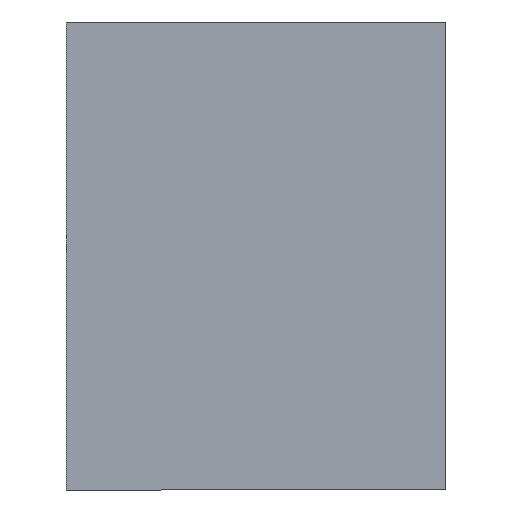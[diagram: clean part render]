
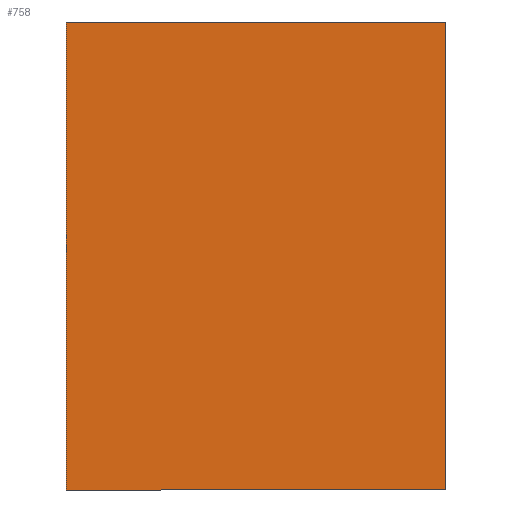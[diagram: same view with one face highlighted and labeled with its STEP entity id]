
A CAD part, front view. The second image highlights one B-rep face of the part: STEP entity #758.
In plain terms, the highlighted planar face has unit normal (0, -1, 0).
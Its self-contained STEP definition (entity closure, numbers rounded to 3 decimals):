
#68=FACE_OUTER_BOUND('',#115,.T.);
#115=EDGE_LOOP('',(#650,#651,#652,#653));
#177=LINE('',#1115,#257);
#227=LINE('',#1224,#307);
#233=LINE('',#1239,#313);
#234=LINE('',#1241,#314);
#257=VECTOR('',#891,42.);
#307=VECTOR('',#989,42.);
#313=VECTOR('',#1009,51.8);
#314=VECTOR('',#1012,51.8);
#349=VERTEX_POINT('',#1112);
#350=VERTEX_POINT('',#1114);
#384=VERTEX_POINT('',#1221);
#385=VERTEX_POINT('',#1223);
#421=EDGE_CURVE('',#350,#349,#177,.T.);
#478=EDGE_CURVE('',#385,#384,#227,.T.);
#486=EDGE_CURVE('',#385,#349,#233,.T.);
#487=EDGE_CURVE('',#384,#350,#234,.T.);
#650=ORIENTED_EDGE('',*,*,#478,.T.);
#651=ORIENTED_EDGE('',*,*,#487,.T.);
#652=ORIENTED_EDGE('',*,*,#421,.T.);
#653=ORIENTED_EDGE('',*,*,#486,.F.);
#722=PLANE('',#821);
#758=ADVANCED_FACE('',(#68),#722,.T.);
#821=AXIS2_PLACEMENT_3D('',#1240,#1010,#1011);
#891=DIRECTION('',(-1.,0.,0.));
#989=DIRECTION('',(1.,0.,0.));
#1009=DIRECTION('',(0.,0.,1.));
#1010=DIRECTION('center_axis',(0.,-1.,0.));
#1011=DIRECTION('ref_axis',(1.,0.,0.));
#1012=DIRECTION('',(0.,0.,1.));
#1112=CARTESIAN_POINT('',(-52.09,0.,51.9));
#1114=CARTESIAN_POINT('',(-10.09,0.,51.9));
#1115=CARTESIAN_POINT('',(-31.09,0.,51.9));
#1221=CARTESIAN_POINT('',(-10.09,0.,0.1));
#1223=CARTESIAN_POINT('',(-52.09,0.,0.1));
#1224=CARTESIAN_POINT('',(-52.09,0.,0.1));
#1239=CARTESIAN_POINT('',(-52.09,0.,0.));
#1240=CARTESIAN_POINT('Origin',(-52.09,0.,
0.));
#1241=CARTESIAN_POINT('',(-10.09,0.,0.));
